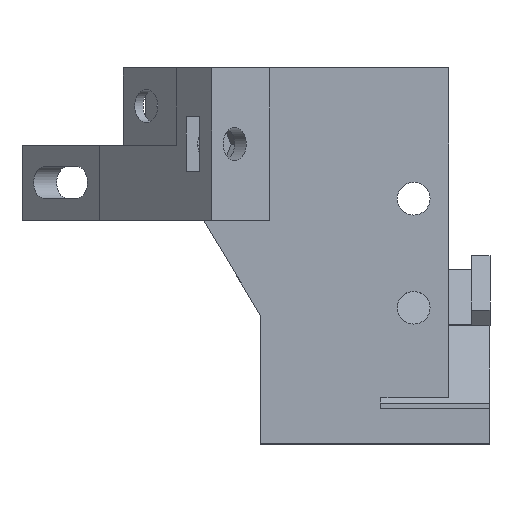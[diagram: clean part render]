
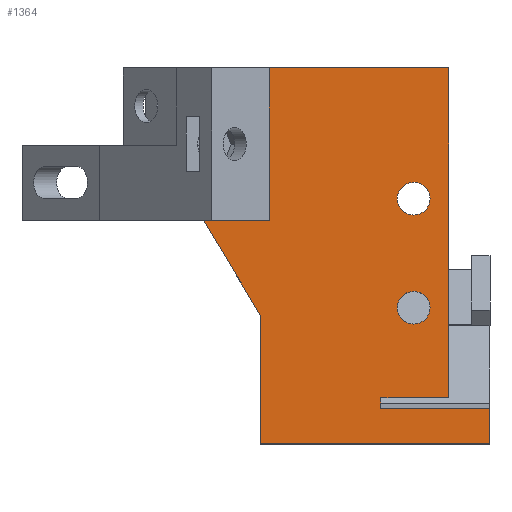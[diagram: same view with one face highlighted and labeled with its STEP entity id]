
A CAD part, top view. The second image highlights one B-rep face of the part: STEP entity #1364.
In plain terms, the highlighted planar face has unit normal (0, 0, 1).
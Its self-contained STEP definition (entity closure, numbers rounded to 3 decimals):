
#38=FACE_BOUND('',#208,.T.);
#39=FACE_BOUND('',#209,.T.);
#53=CIRCLE('',#1445,1.5);
#55=CIRCLE('',#1448,1.5);
#126=FACE_OUTER_BOUND('',#207,.T.);
#207=EDGE_LOOP('',(#1220,#1221,#1222,#1223,#1224,#1225,#1226,#1227,#1228,
#1229,#1230));
#208=EDGE_LOOP('',(#1231));
#209=EDGE_LOOP('',(#1232));
#220=LINE('',#1837,#389);
#243=LINE('',#1887,#412);
#268=LINE('',#1941,#437);
#276=LINE('',#1958,#445);
#281=LINE('',#1971,#450);
#294=LINE('',#1994,#463);
#296=LINE('',#1998,#465);
#298=LINE('',#2003,#467);
#307=LINE('',#2017,#476);
#367=LINE('',#2169,#536);
#374=LINE('',#2179,#543);
#389=VECTOR('',#1483,10.);
#412=VECTOR('',#1518,10.);
#437=VECTOR('',#1555,10.);
#445=VECTOR('',#1567,10.);
#450=VECTOR('',#1582,10.);
#463=VECTOR('',#1601,10.);
#465=VECTOR('',#1605,10.);
#467=VECTOR('',#1609,10.);
#476=VECTOR('',#1622,10.);
#536=VECTOR('',#1778,10.);
#543=VECTOR('',#1789,10.);
#557=VERTEX_POINT('',#1834);
#558=VERTEX_POINT('',#1836);
#578=VERTEX_POINT('',#1884);
#579=VERTEX_POINT('',#1886);
#601=VERTEX_POINT('',#1938);
#602=VERTEX_POINT('',#1940);
#609=VERTEX_POINT('',#1956);
#612=VERTEX_POINT('',#1970);
#620=VERTEX_POINT('',#1996);
#622=VERTEX_POINT('',#2001);
#663=VERTEX_POINT('',#2145);
#665=VERTEX_POINT('',#2151);
#669=VERTEX_POINT('',#2168);
#682=EDGE_CURVE('',#558,#557,#220,.T.);
#706=EDGE_CURVE('',#578,#579,#243,.T.);
#733=EDGE_CURVE('',#601,#602,#268,.T.);
#742=EDGE_CURVE('',#609,#601,#276,.T.);
#748=EDGE_CURVE('',#612,#602,#281,.T.);
#761=EDGE_CURVE('',#557,#579,#294,.T.);
#763=EDGE_CURVE('',#620,#558,#296,.T.);
#765=EDGE_CURVE('',#622,#609,#298,.T.);
#774=EDGE_CURVE('',#622,#620,#307,.T.);
#837=EDGE_CURVE('',#663,#663,#53,.T.);
#840=EDGE_CURVE('',#665,#665,#55,.T.);
#847=EDGE_CURVE('',#669,#612,#367,.T.);
#854=EDGE_CURVE('',#578,#669,#374,.T.);
#1220=ORIENTED_EDGE('',*,*,#847,.T.);
#1221=ORIENTED_EDGE('',*,*,#748,.T.);
#1222=ORIENTED_EDGE('',*,*,#733,.F.);
#1223=ORIENTED_EDGE('',*,*,#742,.F.);
#1224=ORIENTED_EDGE('',*,*,#765,.F.);
#1225=ORIENTED_EDGE('',*,*,#774,.T.);
#1226=ORIENTED_EDGE('',*,*,#763,.T.);
#1227=ORIENTED_EDGE('',*,*,#682,.T.);
#1228=ORIENTED_EDGE('',*,*,#761,.T.);
#1229=ORIENTED_EDGE('',*,*,#706,.F.);
#1230=ORIENTED_EDGE('',*,*,#854,.T.);
#1231=ORIENTED_EDGE('',*,*,#840,.T.);
#1232=ORIENTED_EDGE('',*,*,#837,.T.);
#1296=PLANE('',#1466);
#1364=ADVANCED_FACE('',(#126,#38,#39),#1296,.T.);
#1445=AXIS2_PLACEMENT_3D('',#2147,#1751,#1752);
#1448=AXIS2_PLACEMENT_3D('',#2153,#1758,#1759);
#1466=AXIS2_PLACEMENT_3D('',#2195,#1811,#1812);
#1483=DIRECTION('',(1.,0.,0.));
#1518=DIRECTION('',(1.,0.,0.));
#1555=DIRECTION('',(0.,1.,0.));
#1567=DIRECTION('',(-1.,0.,0.));
#1582=DIRECTION('',(0.513,-0.858,0.));
#1601=DIRECTION('',(0.,1.,0.));
#1605=DIRECTION('',(0.,1.,0.));
#1609=DIRECTION('',(0.,-1.,0.));
#1622=DIRECTION('',(-1.,0.,0.));
#1751=DIRECTION('center_axis',(0.,0.,-1.));
#1752=DIRECTION('ref_axis',(1.,0.,0.));
#1758=DIRECTION('center_axis',(0.,0.,-1.));
#1759=DIRECTION('ref_axis',(1.,0.,0.));
#1778=DIRECTION('',(-1.,0.,0.));
#1789=DIRECTION('',(0.,-1.,0.));
#1811=DIRECTION('center_axis',(0.,0.,1.));
#1812=DIRECTION('ref_axis',(-1.,0.,0.));
#1834=CARTESIAN_POINT('',(3.2,-23.239,25.4));
#1836=CARTESIAN_POINT('',(-3.,-23.239,25.4));
#1837=CARTESIAN_POINT('',(3.5,-23.239,25.4));
#1884=CARTESIAN_POINT('',(-13.229,7.,25.4));
#1886=CARTESIAN_POINT('',(3.2,7.,25.4));
#1887=CARTESIAN_POINT('',(-7.,7.,25.4));
#1938=CARTESIAN_POINT('',(-14.,-27.489,25.4));
#1940=CARTESIAN_POINT('',(-14.,-15.781,25.4));
#1941=CARTESIAN_POINT('',(-14.,-27.489,25.4));
#1956=CARTESIAN_POINT('',(7.,-27.489,25.4));
#1958=CARTESIAN_POINT('',(7.,-27.489,25.4));
#1970=CARTESIAN_POINT('',(-19.25,-7.,25.4));
#1971=CARTESIAN_POINT('',(-19.25,-7.,25.4));
#1994=CARTESIAN_POINT('',(3.2,-3.75,25.4));
#1996=CARTESIAN_POINT('',(-3.,-24.239,25.4));
#1998=CARTESIAN_POINT('',(-3.,-19.12,25.4));
#2001=CARTESIAN_POINT('',(7.,-24.239,25.4));
#2003=CARTESIAN_POINT('',(7.,-12.5,25.4));
#2017=CARTESIAN_POINT('',(3.5,-24.239,25.4));
#2145=CARTESIAN_POINT('',(-1.5,-15.,25.4));
#2147=CARTESIAN_POINT('Origin',(0.,-15.,25.4));
#2151=CARTESIAN_POINT('',(-1.5,-5.,25.4));
#2153=CARTESIAN_POINT('Origin',(0.,-5.,25.4));
#2168=CARTESIAN_POINT('',(-13.229,-7.,25.4));
#2169=CARTESIAN_POINT('',(-7.,-7.,25.4));
#2179=CARTESIAN_POINT('',(-13.229,-3.75,25.4));
#2195=CARTESIAN_POINT('Origin',(-13.125,-17.245,25.4));
